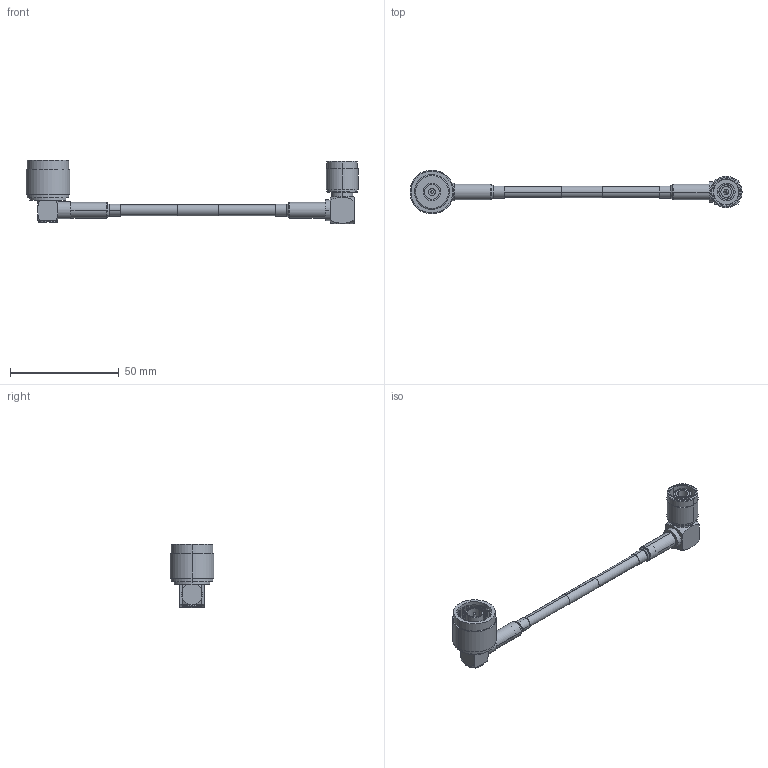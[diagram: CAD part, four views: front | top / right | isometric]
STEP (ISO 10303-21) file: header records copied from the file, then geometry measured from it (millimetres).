
FILE_DESCRIPTION (( 'STEP AP203' ), '1' );
FILE_NAME ('LCCA30704.STEP', '2020-09-24T17:22:34', ( '' ), ( '' ), 'SwSTEP 2.0', 'SolidWorks 2018', '' );
FILE_SCHEMA (( 'CONFIG_CONTROL_DESIGN' ));
Length unit declared in the file: inch
Products named in the file (12): ANM-1716; CA-195R-MA1_.195"x1"; ANM-1716-MA2; Part3^LCCA30704; BAC525; LCCA30704; BAC525-MA1; ANM-1716-MA1; RG58C-PROD; BAC525-MA2
Assembly tree (12 placements, depth 3):
  LCCA30704
    RG58C-PROD
    Part3^LCCA30704
    CA-195R-MA1_.195"x1"  x2
    BAC525
      BAC525
      BAC525-MA1
      BAC525-MA2
    ANM-1716
      ANM-1716
      ANM-1716-MA1
      ANM-1716-MA2
Bounding box: 152.35 x 20.12 x 28.96 mm (x, y, z)
Volume: 9898.9 mm3; surface area: 13166.8 mm2
Topology: 10 solids, 10 shells, 364 faces, 782 edges, 468 vertices
Faces by surface type: cone 122, cylinder 116, plane 95, torus 30, sphere 1
Entity records: 10911 total; most frequent: CARTESIAN_POINT 1884, DIRECTION 1813, ORIENTED_EDGE 1470, AXIS2_PLACEMENT_3D 753, EDGE_CURVE 735, VERTEX_POINT 442, CIRCLE 394, EDGE_LOOP 383
